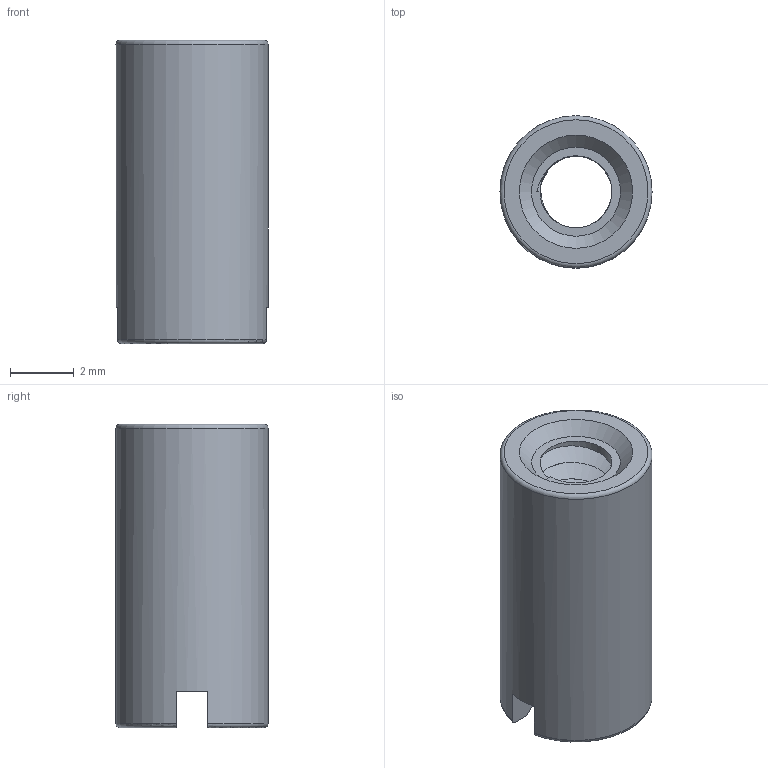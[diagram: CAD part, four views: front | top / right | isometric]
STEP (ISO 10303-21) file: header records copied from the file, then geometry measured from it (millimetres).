
FILE_DESCRIPTION (( 'STEP AP214' ), '1' );
FILE_NAME ('20168r2.STEP', '2011-07-05T17:25:11', ( 'Vicor User' ), ( 'Microsoft' ), 'SwSTEP 2.0', 'SolidWorks 2010', '' );
FILE_SCHEMA (( 'AUTOMOTIVE_DESIGN' ));
Length unit declared in the file: inch
Products named in the file (1): 20168r2
Bounding box: 4.78 x 4.78 x 9.53 mm (x, y, z)
Volume: 107 mm3; surface area: 317 mm2
Topology: 1 solids, 1 shells, 28 faces, 77 edges, 51 vertices
Faces by surface type: plane 13, bspline 5, cylinder 4, torus 3, cone 3
Full cylindrical faces by diameter (mm): 4.775 x1
Entity records: 3192 total; most frequent: CARTESIAN_POINT 2501, ORIENTED_EDGE 146, DIRECTION 107, EDGE_CURVE 73, VERTEX_POINT 50, AXIS2_PLACEMENT_3D 41, EDGE_LOOP 33, FACE_OUTER_BOUND 30
